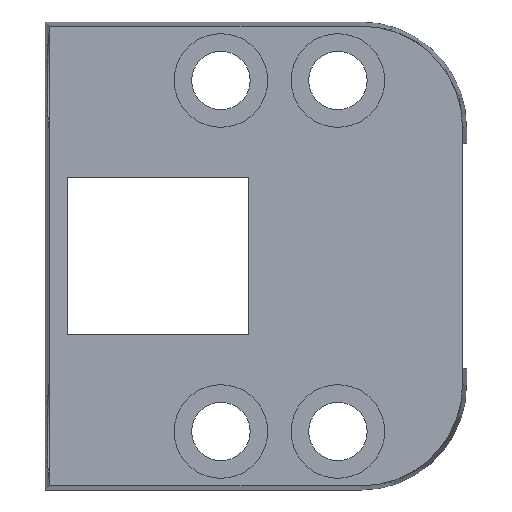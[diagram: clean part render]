
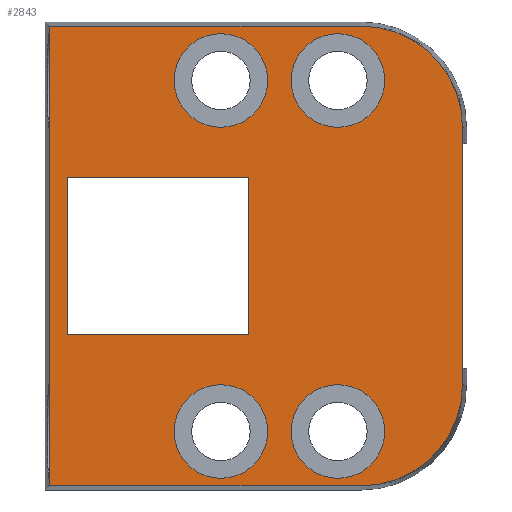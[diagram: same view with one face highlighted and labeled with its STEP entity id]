
A CAD part, front view. The second image highlights one B-rep face of the part: STEP entity #2843.
In plain terms, the highlighted planar face has unit normal (0, -1, 0).
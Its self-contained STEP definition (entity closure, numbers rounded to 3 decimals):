
#41=FACE_BOUND('',#220,.T.);
#42=FACE_BOUND('',#221,.T.);
#43=FACE_BOUND('',#222,.T.);
#44=FACE_BOUND('',#223,.T.);
#45=FACE_BOUND('',#224,.T.);
#67=FACE_OUTER_BOUND('',#219,.T.);
#219=EDGE_LOOP('',(#1905,#1906,#1907,#1908,#1909,#1910));
#220=EDGE_LOOP('',(#1911));
#221=EDGE_LOOP('',(#1912));
#222=EDGE_LOOP('',(#1913));
#223=EDGE_LOOP('',(#1914));
#224=EDGE_LOOP('',(#1915,#1916,#1917,#1918));
#393=CIRCLE('',#3024,8.647);
#394=CIRCLE('',#3025,8.647);
#395=CIRCLE('',#3026,4.);
#396=CIRCLE('',#3027,4.);
#397=CIRCLE('',#3028,4.);
#398=CIRCLE('',#3029,4.);
#463=LINE('',#4062,#825);
#466=LINE('',#4075,#828);
#467=LINE('',#4079,#829);
#468=LINE('',#4082,#830);
#469=LINE('',#4093,#831);
#470=LINE('',#4095,#832);
#471=LINE('',#4097,#833);
#472=LINE('',#4098,#834);
#825=VECTOR('',#3259,39.295);
#828=VECTOR('',#3272,26.647);
#829=VECTOR('',#3275,22.);
#830=VECTOR('',#3278,26.647);
#831=VECTOR('',#3287,13.5);
#832=VECTOR('',#3288,15.49);
#833=VECTOR('',#3289,13.5);
#834=VECTOR('',#3290,15.49);
#1193=VERTEX_POINT('',#4060);
#1194=VERTEX_POINT('',#4061);
#1199=VERTEX_POINT('',#4074);
#1200=VERTEX_POINT('',#4076);
#1201=VERTEX_POINT('',#4078);
#1202=VERTEX_POINT('',#4080);
#1203=VERTEX_POINT('',#4083);
#1204=VERTEX_POINT('',#4085);
#1205=VERTEX_POINT('',#4087);
#1206=VERTEX_POINT('',#4089);
#1207=VERTEX_POINT('',#4091);
#1208=VERTEX_POINT('',#4092);
#1209=VERTEX_POINT('',#4094);
#1210=VERTEX_POINT('',#4096);
#1475=EDGE_CURVE('',#1193,#1194,#463,.T.);
#1482=EDGE_CURVE('',#1193,#1199,#466,.T.);
#1483=EDGE_CURVE('',#1200,#1199,#393,.T.);
#1484=EDGE_CURVE('',#1201,#1200,#467,.T.);
#1485=EDGE_CURVE('',#1202,#1201,#394,.T.);
#1486=EDGE_CURVE('',#1194,#1202,#468,.T.);
#1487=EDGE_CURVE('',#1203,#1203,#395,.F.);
#1488=EDGE_CURVE('',#1204,#1204,#396,.F.);
#1489=EDGE_CURVE('',#1205,#1205,#397,.F.);
#1490=EDGE_CURVE('',#1206,#1206,#398,.F.);
#1491=EDGE_CURVE('',#1207,#1208,#469,.T.);
#1492=EDGE_CURVE('',#1209,#1207,#470,.T.);
#1493=EDGE_CURVE('',#1209,#1210,#471,.T.);
#1494=EDGE_CURVE('',#1208,#1210,#472,.T.);
#1905=ORIENTED_EDGE('',*,*,#1482,.T.);
#1906=ORIENTED_EDGE('',*,*,#1483,.F.);
#1907=ORIENTED_EDGE('',*,*,#1484,.F.);
#1908=ORIENTED_EDGE('',*,*,#1485,.F.);
#1909=ORIENTED_EDGE('',*,*,#1486,.F.);
#1910=ORIENTED_EDGE('',*,*,#1475,.F.);
#1911=ORIENTED_EDGE('',*,*,#1487,.T.);
#1912=ORIENTED_EDGE('',*,*,#1488,.T.);
#1913=ORIENTED_EDGE('',*,*,#1489,.T.);
#1914=ORIENTED_EDGE('',*,*,#1490,.T.);
#1915=ORIENTED_EDGE('',*,*,#1491,.F.);
#1916=ORIENTED_EDGE('',*,*,#1492,.F.);
#1917=ORIENTED_EDGE('',*,*,#1493,.T.);
#1918=ORIENTED_EDGE('',*,*,#1494,.F.);
#2717=PLANE('',#3023);
#2843=ADVANCED_FACE('',(#67,#41,#42,#43,#44,#45),#2717,.F.);
#3023=AXIS2_PLACEMENT_3D('',#4073,#3270,#3271);
#3024=AXIS2_PLACEMENT_3D('',#4077,#3273,#3274);
#3025=AXIS2_PLACEMENT_3D('',#4081,#3276,#3277);
#3026=AXIS2_PLACEMENT_3D('',#4084,#3279,#3280);
#3027=AXIS2_PLACEMENT_3D('',#4086,#3281,#3282);
#3028=AXIS2_PLACEMENT_3D('',#4088,#3283,#3284);
#3029=AXIS2_PLACEMENT_3D('',#4090,#3285,#3286);
#3259=DIRECTION('',(0.,0.,1.));
#3270=DIRECTION('center_axis',(0.,1.,0.));
#3271=DIRECTION('ref_axis',(0.,0.,1.));
#3272=DIRECTION('',(1.,0.,0.));
#3273=DIRECTION('center_axis',(0.,1.,0.));
#3274=DIRECTION('ref_axis',(1.,0.,0.));
#3275=DIRECTION('',(0.,0.,-1.));
#3276=DIRECTION('center_axis',(0.,1.,0.));
#3277=DIRECTION('ref_axis',(0.,0.,1.));
#3278=DIRECTION('',(1.,0.,0.));
#3279=DIRECTION('center_axis',(0.,-1.,0.));
#3280=DIRECTION('ref_axis',(-1.,0.,0.));
#3281=DIRECTION('center_axis',(0.,-1.,0.));
#3282=DIRECTION('ref_axis',(-1.,0.,0.));
#3283=DIRECTION('center_axis',(0.,-1.,0.));
#3284=DIRECTION('ref_axis',(-1.,0.,0.));
#3285=DIRECTION('center_axis',(0.,-1.,0.));
#3286=DIRECTION('ref_axis',(-1.,0.,0.));
#3287=DIRECTION('',(0.,0.,1.));
#3288=DIRECTION('',(1.,0.,0.));
#3289=DIRECTION('',(0.,0.,1.));
#3290=DIRECTION('',(-1.,0.,0.));
#4060=CARTESIAN_POINT('',(-17.647,0.,-19.647));
#4061=CARTESIAN_POINT('',(-17.647,0.,19.647));
#4062=CARTESIAN_POINT('',(-17.647,0.,-19.647));
#4073=CARTESIAN_POINT('Origin',(0.,0.,0.));
#4074=CARTESIAN_POINT('',(9.,0.,-19.647));
#4075=CARTESIAN_POINT('',(-17.647,0.,-19.647));
#4076=CARTESIAN_POINT('',(17.647,0.,-11.));
#4077=CARTESIAN_POINT('Origin',(9.,0.,-11.));
#4078=CARTESIAN_POINT('',(17.647,0.,11.));
#4079=CARTESIAN_POINT('',(17.647,0.,11.));
#4080=CARTESIAN_POINT('',(9.,0.,19.647));
#4081=CARTESIAN_POINT('Origin',(9.,0.,11.));
#4082=CARTESIAN_POINT('',(-17.647,0.,19.647));
#4083=CARTESIAN_POINT('',(1.,0.,-15.));
#4084=CARTESIAN_POINT('Origin',(-3.,0.,-15.));
#4085=CARTESIAN_POINT('',(11.,0.,15.));
#4086=CARTESIAN_POINT('Origin',(7.,0.,15.));
#4087=CARTESIAN_POINT('',(11.,0.,-15.));
#4088=CARTESIAN_POINT('Origin',(7.,0.,-15.));
#4089=CARTESIAN_POINT('',(1.,0.,15.));
#4090=CARTESIAN_POINT('Origin',(-3.,0.,15.));
#4091=CARTESIAN_POINT('',(-0.66,0.,-6.75));
#4092=CARTESIAN_POINT('',(-0.66,0.,6.75));
#4093=CARTESIAN_POINT('',(-0.66,0.,-6.75));
#4094=CARTESIAN_POINT('',(-16.15,0.,-6.75));
#4095=CARTESIAN_POINT('',(-16.15,0.,-6.75));
#4096=CARTESIAN_POINT('',(-16.15,0.,6.75));
#4097=CARTESIAN_POINT('',(-16.15,0.,-6.75));
#4098=CARTESIAN_POINT('',(-0.66,0.,6.75));
